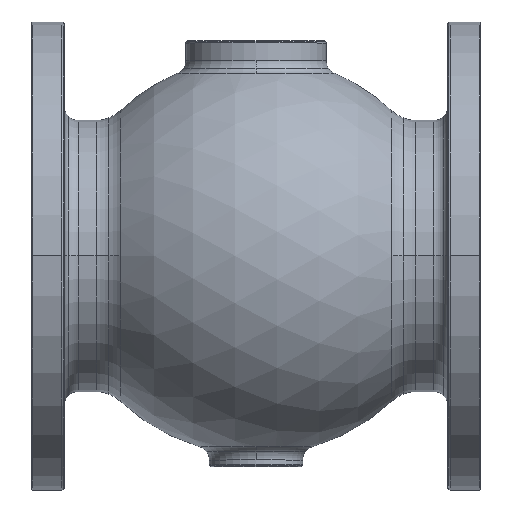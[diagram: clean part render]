
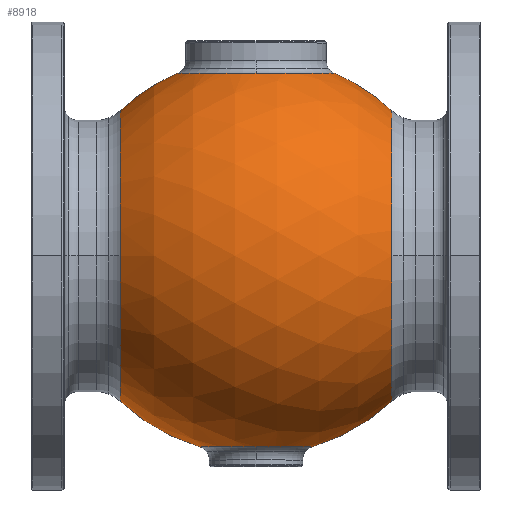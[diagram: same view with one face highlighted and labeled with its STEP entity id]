
A CAD part, top view. The second image highlights one B-rep face of the part: STEP entity #8918.
In plain terms, the highlighted spherical face has radius 85 mm.
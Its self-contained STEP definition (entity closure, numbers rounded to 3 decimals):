
#3511=CARTESIAN_POINT('',(58.093,0.,0.));
#3512=DIRECTION('',(1.,0.,0.));
#3513=DIRECTION('',(0.,1.,0.));
#3514=AXIS2_PLACEMENT_3D('',#3511,#3512,#3513);
#3519=CARTESIAN_POINT('',(0.,0.,0.));
#3520=DIRECTION('',(0.,0.,1.));
#3521=DIRECTION('',(-0.683,-0.73,0.));
#3522=AXIS2_PLACEMENT_3D('',#3519,#3520,#3521);
#3543=CARTESIAN_POINT('',(0.,0.,0.));
#3544=DIRECTION('',(0.,0.,1.));
#3545=DIRECTION('',(0.286,-0.958,0.));
#3546=AXIS2_PLACEMENT_3D('',#3543,#3544,#3545);
#3551=CARTESIAN_POINT('',(0.,0.,0.));
#3552=DIRECTION('',(0.,0.,-1.));
#3553=DIRECTION('',(0.396,0.918,0.));
#3554=AXIS2_PLACEMENT_3D('',#3551,#3552,#3553);
#3575=CARTESIAN_POINT('',(0.,0.,0.));
#3576=DIRECTION('',(0.,0.,-1.));
#3577=DIRECTION('',(-0.683,0.73,0.));
#3578=AXIS2_PLACEMENT_3D('',#3575,#3576,#3577);
#3583=CARTESIAN_POINT('',(-58.093,0.,0.));
#3584=DIRECTION('',(-1.,0.,0.));
#3585=DIRECTION('',(0.,0.,1.));
#3586=AXIS2_PLACEMENT_3D('',#3583,#3584,#3585);
#3599=CARTESIAN_POINT('',(0.,78.066,0.));
#3600=DIRECTION('',(0.,-1.,0.));
#3601=DIRECTION('',(0.,0.,1.));
#3602=AXIS2_PLACEMENT_3D('',#3599,#3600,#3601);
#3607=CARTESIAN_POINT('',(0.,78.066,0.));
#3608=DIRECTION('',(0.,-1.,0.));
#3609=DIRECTION('',(1.,0.,0.));
#3610=AXIS2_PLACEMENT_3D('',#3607,#3608,#3609);
#3615=CARTESIAN_POINT('',(0.,-81.457,0.));
#3616=DIRECTION('',(0.,1.,0.));
#3617=DIRECTION('',(0.,0.,1.));
#3618=AXIS2_PLACEMENT_3D('',#3615,#3616,#3617);
#3623=CARTESIAN_POINT('',(0.,-81.457,0.));
#3624=DIRECTION('',(0.,1.,0.));
#3625=DIRECTION('',(-1.,0.,0.));
#3626=AXIS2_PLACEMENT_3D('',#3623,#3624,#3625);
#3967=CARTESIAN_POINT('',(58.093,0.,0.));
#3968=DIRECTION('',(1.,0.,0.));
#3969=DIRECTION('',(0.,0.,1.));
#3970=AXIS2_PLACEMENT_3D('',#3967,#3968,#3969);
#4197=CARTESIAN_POINT('',(-58.093,0.,0.));
#4198=DIRECTION('',(-1.,0.,0.));
#4199=DIRECTION('',(0.,-1.,0.));
#4200=AXIS2_PLACEMENT_3D('',#4197,#4198,#4199);
#4425=CARTESIAN_POINT('',(-58.093,0.,62.05));
#4427=VERTEX_POINT('',#4425);
#4651=CARTESIAN_POINT('',(0.,-81.457,
24.286));
#4652=VERTEX_POINT('',#4651);
#4665=CARTESIAN_POINT('',(0.,78.066,
33.626));
#4667=VERTEX_POINT('',#4665);
#4687=CARTESIAN_POINT('',(-58.093,62.05,0.));
#4688=CARTESIAN_POINT('',(-33.626,78.066,
0.));
#4689=VERTEX_POINT('',#4687);
#4690=VERTEX_POINT('',#4688);
#4691=CARTESIAN_POINT('',(33.626,78.066,
0.));
#4692=CARTESIAN_POINT('',(58.093,62.05,0.));
#4693=VERTEX_POINT('',#4691);
#4694=VERTEX_POINT('',#4692);
#4695=CARTESIAN_POINT('',(24.286,-81.457,0.));
#4696=CARTESIAN_POINT('',(58.093,-62.05,0.));
#4697=VERTEX_POINT('',#4695);
#4698=VERTEX_POINT('',#4696);
#4699=CARTESIAN_POINT('',(-58.093,-62.05,0.));
#4700=CARTESIAN_POINT('',(-24.286,-81.457,0.));
#4701=VERTEX_POINT('',#4699);
#4702=VERTEX_POINT('',#4700);
#4743=CARTESIAN_POINT('',(58.093,0.,62.05));
#4745=VERTEX_POINT('',#4743);
#8893=CARTESIAN_POINT('',(0.,0.,0.));
#8894=DIRECTION('',(1.,0.,0.));
#8895=DIRECTION('',(0.,1.,0.));
#8896=AXIS2_PLACEMENT_3D('',#8893,#8894,#8895);
#8897=SPHERICAL_SURFACE('',#8896,85.);
#8898=ORIENTED_EDGE('',*,*,#8874,.T.);
#8899=ORIENTED_EDGE('',*,*,#8857,.T.);
#8901=ORIENTED_EDGE('',*,*,#8900,.F.);
#8903=ORIENTED_EDGE('',*,*,#8902,.F.);
#8904=ORIENTED_EDGE('',*,*,#8851,.T.);
#8905=ORIENTED_EDGE('',*,*,#8819,.T.);
#8907=ORIENTED_EDGE('',*,*,#8906,.T.);
#8908=ORIENTED_EDGE('',*,*,#8846,.F.);
#8910=ORIENTED_EDGE('',*,*,#8909,.F.);
#8912=ORIENTED_EDGE('',*,*,#8911,.F.);
#8913=ORIENTED_EDGE('',*,*,#8840,.F.);
#8915=ORIENTED_EDGE('',*,*,#8914,.T.);
#8916=EDGE_LOOP('',(#8898,#8899,#8901,#8903,#8904,#8905,#8907,#8908,#8910,#8912,
#8913,#8915));
#8917=FACE_OUTER_BOUND('',#8916,.F.);
#3515=CIRCLE('',#3514,62.05);
#3523=CIRCLE('',#3522,85.);
#3547=CIRCLE('',#3546,85.);
#3555=CIRCLE('',#3554,85.);
#3579=CIRCLE('',#3578,85.);
#3587=CIRCLE('',#3586,62.05);
#3603=CIRCLE('',#3602,33.626);
#3611=CIRCLE('',#3610,33.626);
#3619=CIRCLE('',#3618,24.286);
#3627=CIRCLE('',#3626,24.286);
#3971=CIRCLE('',#3970,62.05);
#4201=CIRCLE('',#4200,62.05);
#8819=EDGE_CURVE('',#4694,#4745,#3515,.T.);
#8840=EDGE_CURVE('',#4701,#4702,#3523,.T.);
#8846=EDGE_CURVE('',#4697,#4698,#3547,.T.);
#8851=EDGE_CURVE('',#4693,#4694,#3555,.T.);
#8857=EDGE_CURVE('',#4689,#4690,#3579,.T.);
#8874=EDGE_CURVE('',#4427,#4689,#3587,.T.);
#8900=EDGE_CURVE('',#4667,#4690,#3603,.T.);
#8902=EDGE_CURVE('',#4693,#4667,#3611,.T.);
#8906=EDGE_CURVE('',#4745,#4698,#3971,.T.);
#8909=EDGE_CURVE('',#4652,#4697,#3619,.T.);
#8911=EDGE_CURVE('',#4702,#4652,#3627,.T.);
#8914=EDGE_CURVE('',#4701,#4427,#4201,.T.);
#8918=ADVANCED_FACE('',(#8917),#8897,.T.);
